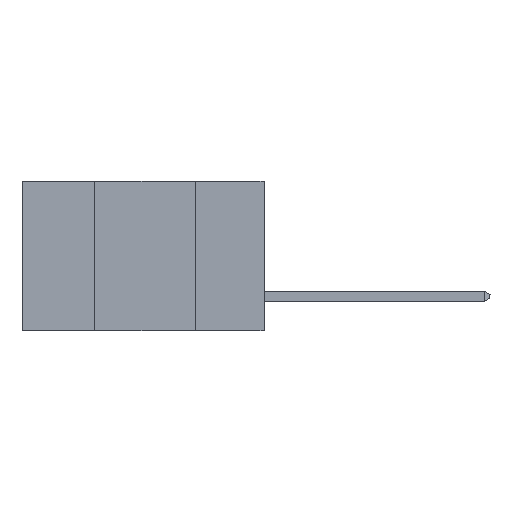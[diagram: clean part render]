
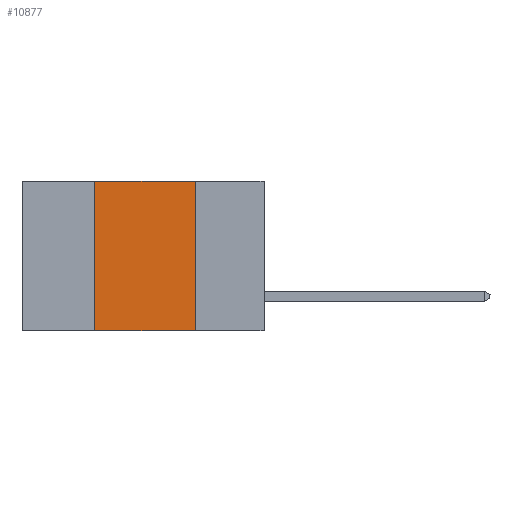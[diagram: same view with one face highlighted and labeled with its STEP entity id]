
A CAD part, left-side view. The second image highlights one B-rep face of the part: STEP entity #10877.
In plain terms, the highlighted planar face has unit normal (-1, 0, 0).
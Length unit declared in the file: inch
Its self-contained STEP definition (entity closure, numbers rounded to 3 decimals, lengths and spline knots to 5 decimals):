
#605 = CARTESIAN_POINT ( 'NONE',  ( 0., 0.6, 0. ) ) ;
#612 = VECTOR ( 'NONE', #11363, 39.37008 ) ;
#951 = LINE ( 'NONE', #2507, #612 ) ;
#1227 = ORIENTED_EDGE ( 'NONE', *, *, #1792, .T. ) ;
#1367 = AXIS2_PLACEMENT_3D ( 'NONE', #605, #3701, #10606 ) ;
#1792 = EDGE_CURVE ( 'NONE', #4523, #3150, #2182, .T. ) ;
#2182 = LINE ( 'NONE', #6056, #12116 ) ;
#2403 = ORIENTED_EDGE ( 'NONE', *, *, #9643, .F. ) ;
#2507 = CARTESIAN_POINT ( 'NONE',  ( 0., 0.42, 0. ) ) ;
#2673 = DIRECTION ( 'NONE',  ( 0., 0., -1. ) ) ;
#2766 = ORIENTED_EDGE ( 'NONE', *, *, #11661, .F. ) ;
#3150 = VERTEX_POINT ( 'NONE', #7900 ) ;
#3155 = CARTESIAN_POINT ( 'NONE',  ( 0., 0.42, -0.37 ) ) ;
#3677 = ORIENTED_EDGE ( 'NONE', *, *, #12543, .F. ) ;
#3701 = DIRECTION ( 'NONE',  ( 1., 0., 0. ) ) ;
#3872 = DIRECTION ( 'NONE',  ( 0., -1., 0. ) ) ;
#3970 = FACE_OUTER_BOUND ( 'NONE', #7246, .T. ) ;
#4109 = LINE ( 'NONE', #9773, #11992 ) ;
#4489 = VERTEX_POINT ( 'NONE', #10916 ) ;
#4523 = VERTEX_POINT ( 'NONE', #3155 ) ;
#4723 = PLANE ( 'NONE',  #1367 ) ;
#5718 = CARTESIAN_POINT ( 'NONE',  ( 0., 0.17, 0. ) ) ;
#6056 = CARTESIAN_POINT ( 'NONE',  ( 0., 0.6, -0.37 ) ) ;
#6204 = VECTOR ( 'NONE', #2673, 39.37008 ) ;
#7246 = EDGE_LOOP ( 'NONE', ( #2403, #2766, #3677, #1227 ) ) ;
#7900 = CARTESIAN_POINT ( 'NONE',  ( 0., 0.17, -0.37 ) ) ;
#9643 = EDGE_CURVE ( 'NONE', #12334, #3150, #12357, .T. ) ;
#9773 = CARTESIAN_POINT ( 'NONE',  ( 0., 0.6, 0. ) ) ;
#10606 = DIRECTION ( 'NONE',  ( 0., 0., -1. ) ) ;
#10877 = ADVANCED_FACE ( 'NONE', ( #3970 ), #4723, .F. ) ;
#10898 = CARTESIAN_POINT ( 'NONE',  ( 0., 0.17, 0. ) ) ;
#10916 = CARTESIAN_POINT ( 'NONE',  ( 0., 0.42, 0. ) ) ;
#10976 = DIRECTION ( 'NONE',  ( 0., -1., 0. ) ) ;
#11363 = DIRECTION ( 'NONE',  ( 0., 0., 1. ) ) ;
#11661 = EDGE_CURVE ( 'NONE', #4489, #12334, #4109, .T. ) ;
#11992 = VECTOR ( 'NONE', #3872, 39.37008 ) ;
#12116 = VECTOR ( 'NONE', #10976, 39.37008 ) ;
#12334 = VERTEX_POINT ( 'NONE', #10898 ) ;
#12357 = LINE ( 'NONE', #5718, #6204 ) ;
#12543 = EDGE_CURVE ( 'NONE', #4523, #4489, #951, .T. ) ;
